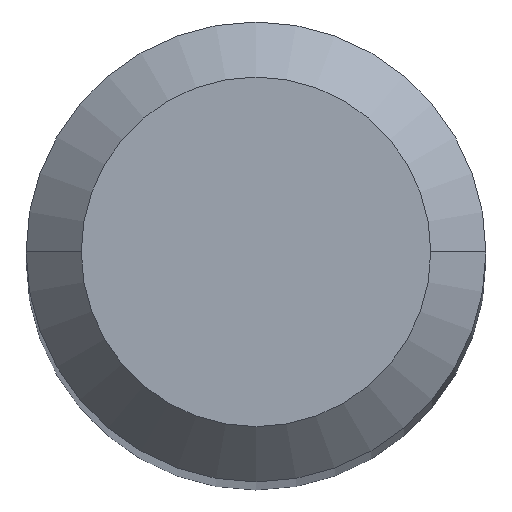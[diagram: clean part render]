
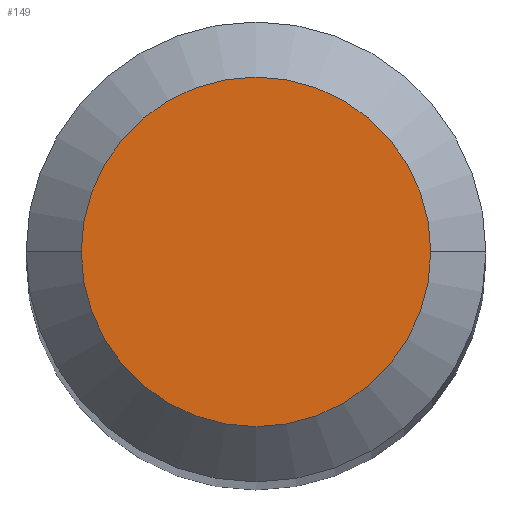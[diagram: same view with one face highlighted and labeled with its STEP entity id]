
A CAD part, top view. The second image highlights one B-rep face of the part: STEP entity #149.
In plain terms, the highlighted planar face has unit normal (0, 0, 1).
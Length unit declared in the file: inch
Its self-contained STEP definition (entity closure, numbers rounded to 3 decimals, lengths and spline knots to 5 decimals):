
#23 = DIRECTION ( 'NONE',  ( 1., 0., 0. ) ) ;
#72 = VERTEX_POINT ( 'NONE', #316 ) ;
#74 = CIRCLE ( 'NONE', #268, 0.0475 ) ;
#82 = PLANE ( 'NONE',  #161 ) ;
#84 = DIRECTION ( 'NONE',  ( 1., 0., 0. ) ) ;
#111 = AXIS2_PLACEMENT_3D ( 'NONE', #229, #154, #84 ) ;
#113 = DIRECTION ( 'NONE',  ( 0., 0., -1. ) ) ;
#149 = ADVANCED_FACE ( 'NONE', ( #399 ), #82, .F. ) ;
#150 = EDGE_LOOP ( 'NONE', ( #382, #299 ) ) ;
#154 = DIRECTION ( 'NONE',  ( 0., 0., 1. ) ) ;
#159 = VERTEX_POINT ( 'NONE', #305 ) ;
#161 = AXIS2_PLACEMENT_3D ( 'NONE', #224, #113, #326 ) ;
#188 = EDGE_CURVE ( 'NONE', #159, #72, #74, .T. ) ;
#204 = CARTESIAN_POINT ( 'NONE',  ( 0., 0., 0. ) ) ;
#215 = CIRCLE ( 'NONE', #111, 0.0475 ) ;
#224 = CARTESIAN_POINT ( 'NONE',  ( 0., 0.0475, 0. ) ) ;
#229 = CARTESIAN_POINT ( 'NONE',  ( 0., 0., 0. ) ) ;
#268 = AXIS2_PLACEMENT_3D ( 'NONE', #204, #343, #23 ) ;
#299 = ORIENTED_EDGE ( 'NONE', *, *, #188, .T. ) ;
#305 = CARTESIAN_POINT ( 'NONE',  ( 0.0475, 0., 0. ) ) ;
#316 = CARTESIAN_POINT ( 'NONE',  ( -0.0475, 0., 0. ) ) ;
#326 = DIRECTION ( 'NONE',  ( -1., 0., 0. ) ) ;
#339 = EDGE_CURVE ( 'NONE', #72, #159, #215, .T. ) ;
#343 = DIRECTION ( 'NONE',  ( 0., 0., 1. ) ) ;
#382 = ORIENTED_EDGE ( 'NONE', *, *, #339, .T. ) ;
#399 = FACE_OUTER_BOUND ( 'NONE', #150, .T. ) ;
